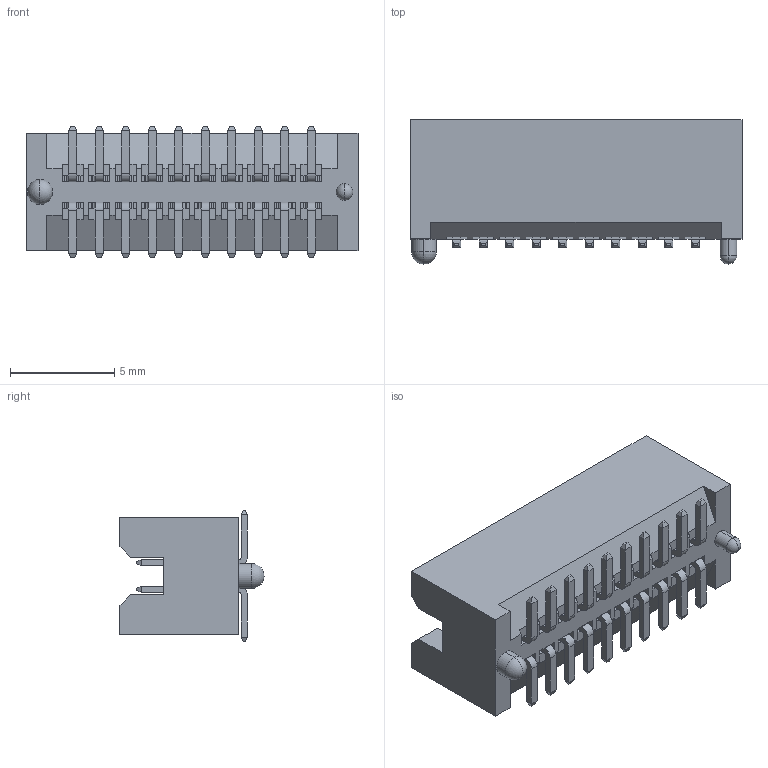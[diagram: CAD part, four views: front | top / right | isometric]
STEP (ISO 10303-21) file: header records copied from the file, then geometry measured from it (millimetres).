
FILE_DESCRIPTION((''),'2;1');
FILE_NAME('M50-4911045_ASM','2019-12-06T10:36:59',('rportlock'),(''),'CREO PARAMETRIC BY PTC INC, 2019080','CREO PARAMETRIC BY PTC INC, 2019080','');
FILE_SCHEMA(('CONFIG_CONTROL_DESIGN','SHAPE_APPEARANCE_LAYERS_GROUPS'));
Length unit declared in the file: millimetre
Products named in the file (3): M50-49110_MOULD; M50-491_CONTACT; M50-4911045_ASM
Assembly tree (21 placements, depth 2):
  M50-4911045_ASM
    M50-49110_MOULD
    M50-491_CONTACT  x20
Bounding box: 15.9 x 6.9 x 6.3 mm (x, y, z)
Volume: 305.3 mm3; surface area: 830.2 mm2
Topology: 21 solids, 21 shells, 904 faces, 2475 edges, 1591 vertices
Faces by surface type: plane 696, cylinder 204, sphere 4
Entity records: 11469 total; most frequent: CARTESIAN_POINT 1608, ORIENTED_EDGE 1598, DIRECTION 1395, PRESENTATION_STYLE_ASSIGNMENT 801, STYLED_ITEM 801, CURVE_STYLE 799, EDGE_CURVE 799, VECTOR 767
